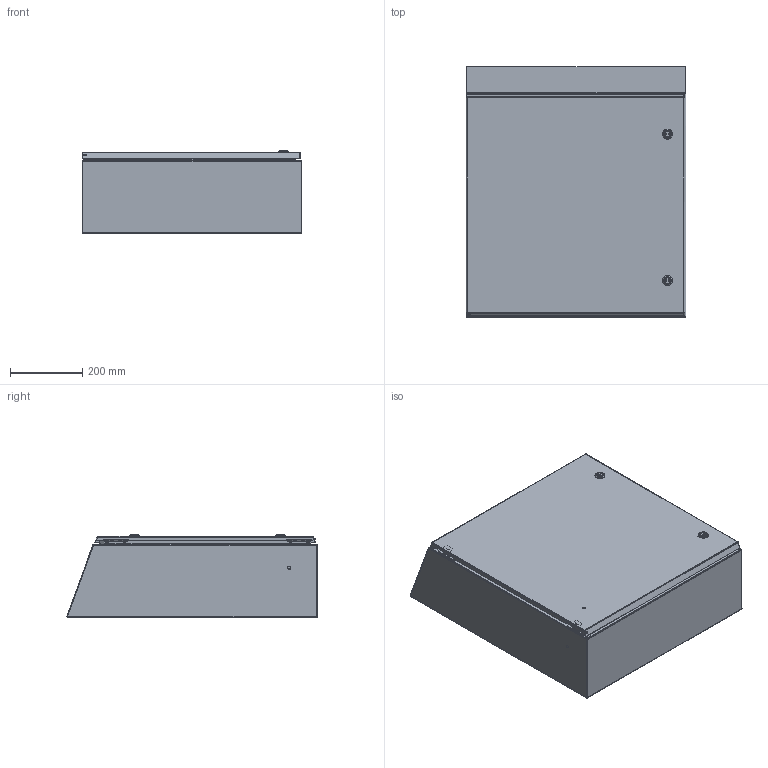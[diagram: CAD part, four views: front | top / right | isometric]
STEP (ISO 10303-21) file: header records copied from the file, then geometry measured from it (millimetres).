
FILE_DESCRIPTION (( 'STEP AP214' ), '1' );
FILE_NAME ('N412242408CST.STEP', '2019-09-12T17:39:19', ( '' ), ( '' ), 'SwSTEP 2.0', 'SolidWorks 2018', '' );
FILE_SCHEMA (( 'AUTOMOTIVE_DESIGN' ));
Length unit declared in the file: inch
Products named in the file (1): N412242408CST
Bounding box: 609.6 x 695.74 x 229.72 mm (x, y, z)
Volume: 2740555.8 mm3; surface area: 2926387.1 mm2
Topology: 44 solids, 44 shells, 1921 faces, 4636 edges, 2811 vertices
Faces by surface type: plane 767, cylinder 690, bspline 231, cone 209, torus 24
Full cylindrical faces by diameter (mm): 2.362 x4, 3.175 x3, 3.317 x68, 3.861 x4, 3.962 x3, 4.166 x68, 4.25 x4, 4.366 x4, 4.572 x6, 4.763 x4, 5 x2, 6 x2, 6.35 x10, 6.502 x4, 6.985 x4, 7.62 x4, 8.128 x4, 8.56 x2, 9.144 x4, 9.9 x2, 10 x4, 10.2 x2, 11.05 x2, 11.112 x4, 12.8 x2, 13.5 x2, 14.3 x4, 15.2 x2, 15.8 x2, 16.1 x4
Entity records: 100917 total; most frequent: CARTESIAN_POINT 35564, ORIENTED_EDGE 7892, DIRECTION 7757, EDGE_CURVE 3946, AXIS2_PLACEMENT_3D 2869, VERTEX_POINT 2606, EDGE_LOOP 2508, FACE_OUTER_BOUND 2183
